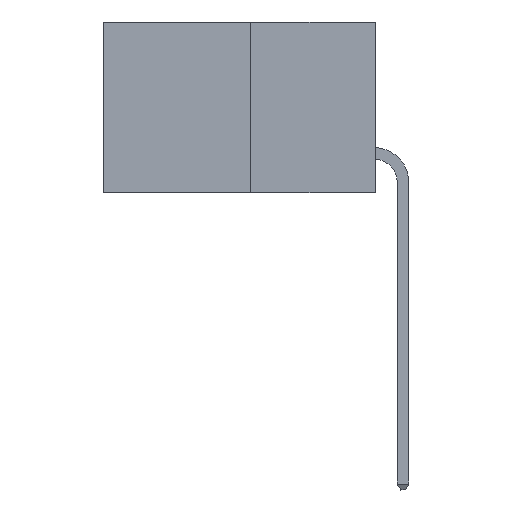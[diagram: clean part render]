
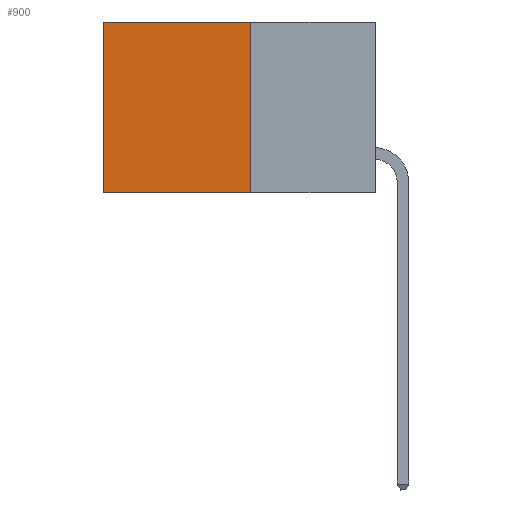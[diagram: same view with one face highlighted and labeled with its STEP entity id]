
A CAD part, left-side view. The second image highlights one B-rep face of the part: STEP entity #900.
In plain terms, the highlighted planar face has unit normal (-1, 0, 0).
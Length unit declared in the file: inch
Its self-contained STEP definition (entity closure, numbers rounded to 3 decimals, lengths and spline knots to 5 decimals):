
#29 = LINE ( 'NONE', #5226, #8986 ) ;
#91 = DIRECTION ( 'NONE',  ( 0., 0., -1. ) ) ;
#225 = ORIENTED_EDGE ( 'NONE', *, *, #7621, .F. ) ;
#554 = CARTESIAN_POINT ( 'NONE',  ( 0.277, 0.27, -0.37 ) ) ;
#617 = CARTESIAN_POINT ( 'NONE',  ( 0.277, 0.27, 0. ) ) ;
#900 = ADVANCED_FACE ( 'NONE', ( #10649 ), #5608, .F. ) ;
#990 = CARTESIAN_POINT ( 'NONE',  ( 0.277, 0.27, -0.37 ) ) ;
#1164 = EDGE_CURVE ( 'NONE', #7387, #10533, #5077, .T. ) ;
#1584 = CARTESIAN_POINT ( 'NONE',  ( 0.277, 0.27, -0.37 ) ) ;
#1978 = DIRECTION ( 'NONE',  ( 1., 0., 0. ) ) ;
#2178 = LINE ( 'NONE', #554, #8728 ) ;
#2215 = VERTEX_POINT ( 'NONE', #617 ) ;
#3231 = VECTOR ( 'NONE', #5556, 39.37008 ) ;
#3821 = CARTESIAN_POINT ( 'NONE',  ( 0.277, 0.59, -0.37 ) ) ;
#4005 = EDGE_LOOP ( 'NONE', ( #4818, #9909, #225, #10156 ) ) ;
#4279 = CARTESIAN_POINT ( 'NONE',  ( 0.277, 0.27, -0.37 ) ) ;
#4818 = ORIENTED_EDGE ( 'NONE', *, *, #6009, .T. ) ;
#5076 = AXIS2_PLACEMENT_3D ( 'NONE', #990, #1978, #8127 ) ;
#5077 = LINE ( 'NONE', #1584, #9281 ) ;
#5226 = CARTESIAN_POINT ( 'NONE',  ( 0.277, 0.59, -0.37 ) ) ;
#5531 = DIRECTION ( 'NONE',  ( 0., 1., 0. ) ) ;
#5556 = DIRECTION ( 'NONE',  ( 0., 1., 0. ) ) ;
#5608 = PLANE ( 'NONE',  #5076 ) ;
#5945 = EDGE_CURVE ( 'NONE', #2215, #7250, #10226, .T. ) ;
#6009 = EDGE_CURVE ( 'NONE', #7250, #10533, #29, .T. ) ;
#6366 = CARTESIAN_POINT ( 'NONE',  ( 0.277, 0.59, 0. ) ) ;
#7009 = DIRECTION ( 'NONE',  ( 0., 0., -1. ) ) ;
#7250 = VERTEX_POINT ( 'NONE', #6366 ) ;
#7387 = VERTEX_POINT ( 'NONE', #4279 ) ;
#7621 = EDGE_CURVE ( 'NONE', #2215, #7387, #2178, .T. ) ;
#8127 = DIRECTION ( 'NONE',  ( 0., 0., -1. ) ) ;
#8701 = CARTESIAN_POINT ( 'NONE',  ( 0.277, 0.27, 0. ) ) ;
#8728 = VECTOR ( 'NONE', #91, 39.37008 ) ;
#8986 = VECTOR ( 'NONE', #7009, 39.37008 ) ;
#9281 = VECTOR ( 'NONE', #5531, 39.37008 ) ;
#9909 = ORIENTED_EDGE ( 'NONE', *, *, #1164, .F. ) ;
#10156 = ORIENTED_EDGE ( 'NONE', *, *, #5945, .T. ) ;
#10226 = LINE ( 'NONE', #8701, #3231 ) ;
#10533 = VERTEX_POINT ( 'NONE', #3821 ) ;
#10649 = FACE_OUTER_BOUND ( 'NONE', #4005, .T. ) ;
